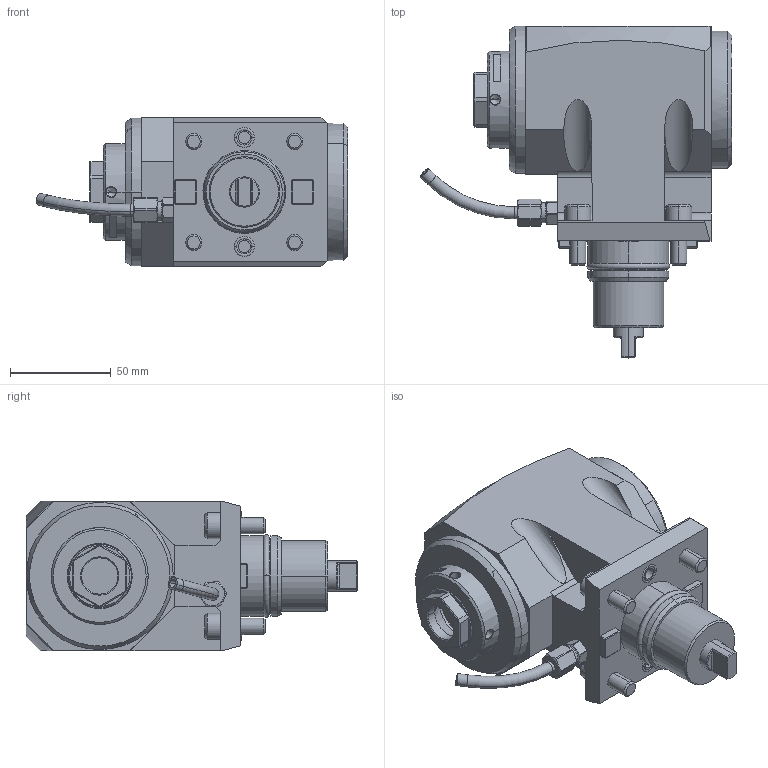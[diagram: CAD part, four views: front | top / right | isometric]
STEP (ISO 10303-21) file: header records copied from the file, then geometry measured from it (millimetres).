
FILE_DESCRIPTION((''),'2;1');
FILE_NAME('NGT2_40_205_25_1_3_70_BL','2022-08-30T',('vali'),('NOVA GRUP'),'PRO/ENGINEER BY PARAMETRIC TECHNOLOGY CORPORATION, 2010280','PRO/ENGINEER BY PARAMETRIC TECHNOLOGY CORPORATION, 2010280','');
FILE_SCHEMA(('CONFIG_CONTROL_DESIGN'));
Length unit declared in the file: millimetre
Products named in the file (1): NGT2_40_205_25_1_3_70_BL
Bounding box: 154.47 x 164.5 x 74 mm (x, y, z)
Volume: 749052.6 mm3; surface area: 68571.3 mm2
Topology: 1 solids, 1 shells, 412 faces, 1002 edges, 615 vertices
Faces by surface type: plane 194, cylinder 118, cone 66, torus 20, bspline 8, extrusion 6
Entity records: 15040 total; most frequent: CARTESIAN_POINT 5536, ORIENTED_EDGE 1988, DIRECTION 1919, EDGE_CURVE 994, AXIS2_PLACEMENT_3D 687, VERTEX_POINT 615, VECTOR 545, LINE 539
